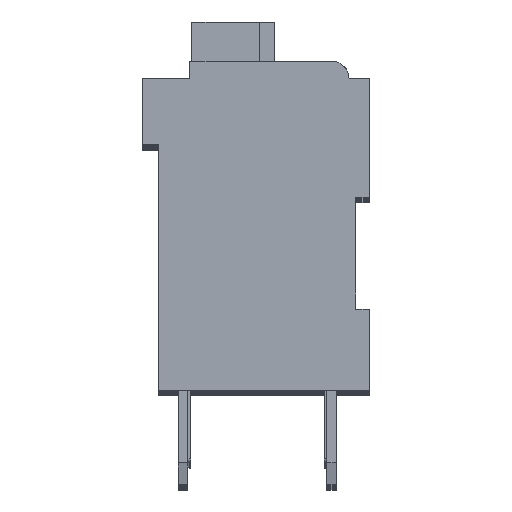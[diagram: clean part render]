
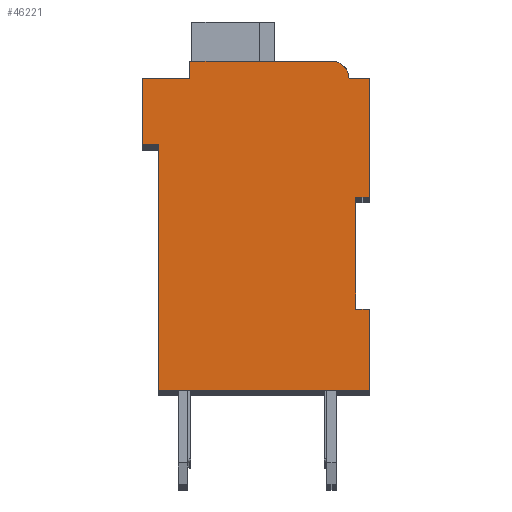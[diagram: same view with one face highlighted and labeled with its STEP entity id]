
A CAD part, top view. The second image highlights one B-rep face of the part: STEP entity #46221.
In plain terms, the highlighted planar face has unit normal (0, 0, 1).
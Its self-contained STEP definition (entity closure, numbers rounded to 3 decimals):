
#10758=DIRECTION('',(1.,0.,0.));
#10759=VECTOR('',#10758,0.5);
#10760=CARTESIAN_POINT('',(7.3,7.15,2.1));
#10761=LINE('',#10760,#10759);
#10762=DIRECTION('',(0.,1.,0.));
#10763=VECTOR('',#10762,4.15);
#10764=CARTESIAN_POINT('',(7.3,3.,2.1));
#10765=LINE('',#10764,#10763);
#10766=DIRECTION('',(-1.,0.,0.));
#10767=VECTOR('',#10766,0.5);
#10768=CARTESIAN_POINT('',(7.8,3.,2.1));
#10769=LINE('',#10768,#10767);
#10770=DIRECTION('',(0.,1.,0.));
#10771=VECTOR('',#10770,3.);
#10772=CARTESIAN_POINT('',(7.8,0.,2.1));
#10773=LINE('',#10772,#10771);
#10774=DIRECTION('',(1.,0.,0.));
#10775=VECTOR('',#10774,7.8);
#10776=CARTESIAN_POINT('',(0.,0.,2.1));
#10777=LINE('',#10776,#10775);
#10778=DIRECTION('',(0.,-1.,0.));
#10779=VECTOR('',#10778,9.1);
#10780=CARTESIAN_POINT('',(0.,9.1,2.1));
#10781=LINE('',#10780,#10779);
#10782=DIRECTION('',(1.,0.,0.));
#10783=VECTOR('',#10782,0.6);
#10784=CARTESIAN_POINT('',(-0.6,9.1,2.1));
#10785=LINE('',#10784,#10783);
#10786=DIRECTION('',(0.,-1.,0.));
#10787=VECTOR('',#10786,2.45);
#10788=CARTESIAN_POINT('',(-0.6,11.55,2.1));
#10789=LINE('',#10788,#10787);
#10790=DIRECTION('',(-1.,0.,0.));
#10791=VECTOR('',#10790,1.75);
#10792=CARTESIAN_POINT('',(1.15,11.55,2.1));
#10793=LINE('',#10792,#10791);
#10794=DIRECTION('',(0.,-1.,0.));
#10795=VECTOR('',#10794,0.65);
#10796=CARTESIAN_POINT('',(1.15,12.2,2.1));
#10797=LINE('',#10796,#10795);
#10798=DIRECTION('',(-1.,0.,0.));
#10799=VECTOR('',#10798,5.25);
#10800=CARTESIAN_POINT('',(6.4,12.2,2.1));
#10801=LINE('',#10800,#10799);
#10802=CARTESIAN_POINT('',(6.4,11.55,2.1));
#10803=DIRECTION('',(0.,0.,1.));
#10804=DIRECTION('',(1.,0.,0.));
#10805=AXIS2_PLACEMENT_3D('',#10802,#10803,#10804);
#10807=DIRECTION('',(-1.,0.,0.));
#10808=VECTOR('',#10807,0.75);
#10809=CARTESIAN_POINT('',(7.8,11.55,2.1));
#10810=LINE('',#10809,#10808);
#10811=DIRECTION('',(0.,1.,0.));
#10812=VECTOR('',#10811,4.4);
#10813=CARTESIAN_POINT('',(7.8,7.15,2.1));
#10814=LINE('',#10813,#10812);
#27481=CARTESIAN_POINT('',(7.3,7.15,2.1));
#27482=CARTESIAN_POINT('',(7.8,7.15,2.1));
#27483=VERTEX_POINT('',#27481);
#27484=VERTEX_POINT('',#27482);
#27485=CARTESIAN_POINT('',(7.8,11.55,2.1));
#27486=VERTEX_POINT('',#27485);
#27487=CARTESIAN_POINT('',(7.05,11.55,2.1));
#27488=VERTEX_POINT('',#27487);
#27489=CARTESIAN_POINT('',(6.4,12.2,2.1));
#27490=VERTEX_POINT('',#27489);
#27491=CARTESIAN_POINT('',(1.15,12.2,2.1));
#27492=VERTEX_POINT('',#27491);
#27493=CARTESIAN_POINT('',(1.15,11.55,2.1));
#27494=VERTEX_POINT('',#27493);
#27495=CARTESIAN_POINT('',(-0.6,11.55,2.1));
#27496=VERTEX_POINT('',#27495);
#27497=CARTESIAN_POINT('',(-0.6,9.1,2.1));
#27498=VERTEX_POINT('',#27497);
#27499=CARTESIAN_POINT('',(0.,9.1,2.1));
#27500=VERTEX_POINT('',#27499);
#27501=CARTESIAN_POINT('',(0.,0.,2.1));
#27502=VERTEX_POINT('',#27501);
#27503=CARTESIAN_POINT('',(7.8,0.,2.1));
#27504=VERTEX_POINT('',#27503);
#27505=CARTESIAN_POINT('',(7.8,3.,2.1));
#27506=VERTEX_POINT('',#27505);
#27507=CARTESIAN_POINT('',(7.3,3.,2.1));
#27508=VERTEX_POINT('',#27507);
#46200=CARTESIAN_POINT('',(0.,0.,2.1));
#46201=DIRECTION('',(0.,0.,1.));
#46202=DIRECTION('',(1.,0.,0.));
#46203=AXIS2_PLACEMENT_3D('',#46200,#46201,#46202);
#46204=PLANE('',#46203);
#46205=ORIENTED_EDGE('',*,*,#36214,.F.);
#46206=ORIENTED_EDGE('',*,*,#37430,.F.);
#46207=ORIENTED_EDGE('',*,*,#38468,.F.);
#46208=ORIENTED_EDGE('',*,*,#39183,.F.);
#46209=ORIENTED_EDGE('',*,*,#40006,.F.);
#46210=ORIENTED_EDGE('',*,*,#41087,.F.);
#46211=ORIENTED_EDGE('',*,*,#41872,.F.);
#46212=ORIENTED_EDGE('',*,*,#42271,.F.);
#46213=ORIENTED_EDGE('',*,*,#42877,.F.);
#46214=ORIENTED_EDGE('',*,*,#44020,.F.);
#46215=ORIENTED_EDGE('',*,*,#44928,.F.);
#46216=ORIENTED_EDGE('',*,*,#42928,.F.);
#46217=ORIENTED_EDGE('',*,*,#43721,.F.);
#46218=ORIENTED_EDGE('',*,*,#37325,.F.);
#46219=EDGE_LOOP('',(#46205,#46206,#46207,#46208,#46209,#46210,#46211,#46212,
#46213,#46214,#46215,#46216,#46217,#46218));
#46220=FACE_OUTER_BOUND('',#46219,.F.);
#10806=CIRCLE('',#10805,0.65);
#36214=EDGE_CURVE('',#27483,#27484,#10761,.T.);
#37325=EDGE_CURVE('',#27484,#27486,#10814,.T.);
#37430=EDGE_CURVE('',#27508,#27483,#10765,.T.);
#38468=EDGE_CURVE('',#27506,#27508,#10769,.T.);
#39183=EDGE_CURVE('',#27504,#27506,#10773,.T.);
#40006=EDGE_CURVE('',#27502,#27504,#10777,.T.);
#41087=EDGE_CURVE('',#27500,#27502,#10781,.T.);
#41872=EDGE_CURVE('',#27498,#27500,#10785,.T.);
#42271=EDGE_CURVE('',#27496,#27498,#10789,.T.);
#42877=EDGE_CURVE('',#27494,#27496,#10793,.T.);
#42928=EDGE_CURVE('',#27488,#27490,#10806,.T.);
#43721=EDGE_CURVE('',#27486,#27488,#10810,.T.);
#44020=EDGE_CURVE('',#27492,#27494,#10797,.T.);
#44928=EDGE_CURVE('',#27490,#27492,#10801,.T.);
#46221=ADVANCED_FACE('',(#46220),#46204,.T.);
